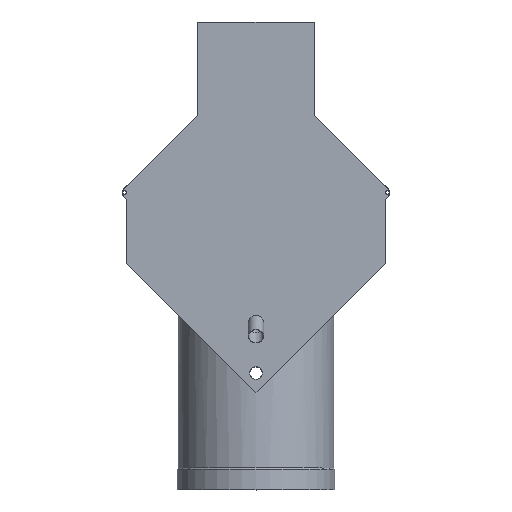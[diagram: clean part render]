
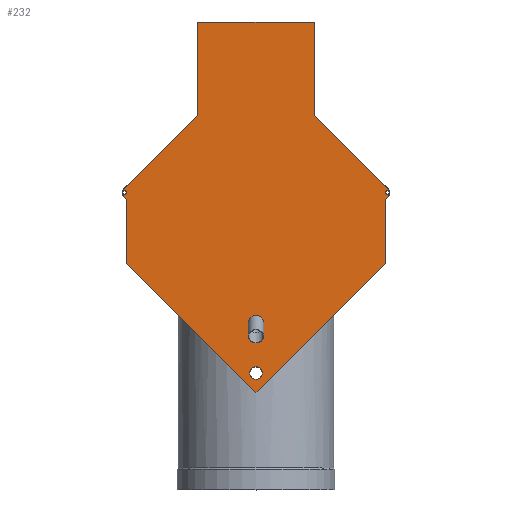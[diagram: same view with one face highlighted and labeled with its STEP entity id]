
A CAD part, top view. The second image highlights one B-rep face of the part: STEP entity #232.
In plain terms, the highlighted planar face has unit normal (0, 0, 1).
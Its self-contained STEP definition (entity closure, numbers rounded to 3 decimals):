
#232 = ADVANCED_FACE( '', ( #494, #495, #496, #497, #498 ), #499, .T. );
#494 = FACE_BOUND( '', #754, .T. );
#495 = FACE_BOUND( '', #755, .T. );
#496 = FACE_OUTER_BOUND( '', #756, .T. );
#497 = FACE_BOUND( '', #757, .T. );
#498 = FACE_BOUND( '', #758, .T. );
#499 = PLANE( '', #759 );
#754 = EDGE_LOOP( '', ( #1400 ) );
#755 = EDGE_LOOP( '', ( #1401 ) );
#756 = EDGE_LOOP( '', ( #1402, #1403, #1404, #1405, #1406, #1407, #1408, #1409, #1410, #1411, #1412, #1413, #1414 ) );
#757 = EDGE_LOOP( '', ( #1415 ) );
#758 = EDGE_LOOP( '', ( #1416 ) );
#759 = AXIS2_PLACEMENT_3D( '', #1417, #1418, #1419 );
#1400 = ORIENTED_EDGE( '', *, *, #1473, .T. );
#1401 = ORIENTED_EDGE( '', *, *, #1626, .F. );
#1402 = ORIENTED_EDGE( '', *, *, #1694, .T. );
#1403 = ORIENTED_EDGE( '', *, *, #1554, .T. );
#1404 = ORIENTED_EDGE( '', *, *, #1705, .T. );
#1405 = ORIENTED_EDGE( '', *, *, #1566, .T. );
#1406 = ORIENTED_EDGE( '', *, *, #1595, .T. );
#1407 = ORIENTED_EDGE( '', *, *, #1698, .T. );
#1408 = ORIENTED_EDGE( '', *, *, #1659, .T. );
#1409 = ORIENTED_EDGE( '', *, *, #1577, .T. );
#1410 = ORIENTED_EDGE( '', *, *, #1690, .T. );
#1411 = ORIENTED_EDGE( '', *, *, #1686, .T. );
#1412 = ORIENTED_EDGE( '', *, *, #1466, .T. );
#1413 = ORIENTED_EDGE( '', *, *, #1644, .T. );
#1414 = ORIENTED_EDGE( '', *, *, #1584, .T. );
#1415 = ORIENTED_EDGE( '', *, *, #1657, .F. );
#1416 = ORIENTED_EDGE( '', *, *, #1446, .F. );
#1417 = CARTESIAN_POINT( '', ( 0., 0., 220. ) );
#1418 = DIRECTION( '', ( 0., 0., 1. ) );
#1419 = DIRECTION( '', ( 1., 0., 0. ) );
#1446 = EDGE_CURVE( '', #1712, #1712, #1713, .T. );
#1466 = EDGE_CURVE( '', #1749, #1747, #1750, .T. );
#1473 = EDGE_CURVE( '', #1760, #1760, #1761, .F. );
#1554 = EDGE_CURVE( '', #1896, #1897, #1898, .T. );
#1566 = EDGE_CURVE( '', #1916, #1917, #1918, .T. );
#1577 = EDGE_CURVE( '', #1934, #1935, #1936, .T. );
#1584 = EDGE_CURVE( '', #1948, #1946, #1949, .T. );
#1595 = EDGE_CURVE( '', #1917, #1965, #1967, .T. );
#1626 = EDGE_CURVE( '', #2015, #2015, #2016, .T. );
#1644 = EDGE_CURVE( '', #1747, #1948, #2036, .T. );
#1657 = EDGE_CURVE( '', #2049, #2049, #2050, .T. );
#1659 = EDGE_CURVE( '', #2052, #1934, #2053, .T. );
#1686 = EDGE_CURVE( '', #2086, #1749, #2087, .T. );
#1690 = EDGE_CURVE( '', #1935, #2086, #2091, .T. );
#1694 = EDGE_CURVE( '', #1946, #1896, #2095, .T. );
#1698 = EDGE_CURVE( '', #1965, #2052, #2099, .T. );
#1705 = EDGE_CURVE( '', #1897, #1916, #2106, .T. );
#1712 = VERTEX_POINT( '', #2113 );
#1713 = CIRCLE( '', #2114, 4.5 );
#1747 = VERTEX_POINT( '', #2161 );
#1749 = VERTEX_POINT( '', #2164 );
#1750 = LINE( '', #2165, #2166 );
#1760 = VERTEX_POINT( '', #2177 );
#1761 = ELLIPSE( '', #2178, 23.094, 20. );
#1896 = VERTEX_POINT( '', #2363 );
#1897 = VERTEX_POINT( '', #2364 );
#1898 = LINE( '', #2365, #2366 );
#1916 = VERTEX_POINT( '', #2391 );
#1917 = VERTEX_POINT( '', #2392 );
#1918 = LINE( '', #2393, #2394 );
#1934 = VERTEX_POINT( '', #2418 );
#1935 = VERTEX_POINT( '', #2419 );
#1936 = LINE( '', #2420, #2421 );
#1946 = VERTEX_POINT( '', #2435 );
#1948 = VERTEX_POINT( '', #2438 );
#1949 = LINE( '', #2439, #2440 );
#1965 = VERTEX_POINT( '', #2461 );
#1967 = LINE( '', #2464, #2465 );
#2015 = VERTEX_POINT( '', #2537 );
#2016 = CIRCLE( '', #2538, 16. );
#2036 = LINE( '', #2567, #2568 );
#2049 = VERTEX_POINT( '', #2588 );
#2050 = CIRCLE( '', #2589, 4.5 );
#2052 = VERTEX_POINT( '', #2591 );
#2053 = LINE( '', #2592, #2593 );
#2086 = VERTEX_POINT( '', #2636 );
#2087 = LINE( '', #2637, #2638 );
#2091 = LINE( '', #2644, #2645 );
#2095 = LINE( '', #2650, #2651 );
#2099 = LINE( '', #2655, #2656 );
#2106 = LINE( '', #2663, #2664 );
#2113 = CARTESIAN_POINT( '', ( -333.5, 764.065, 220. ) );
#2114 = AXIS2_PLACEMENT_3D( '', #2671, #2672, #2673 );
#2161 = CARTESIAN_POINT( '', ( 150., 1202., 220. ) );
#2164 = CARTESIAN_POINT( '', ( 150., 962., 220. ) );
#2165 = CARTESIAN_POINT( '', ( 150., 962., 220. ) );
#2166 = VECTOR( '', #2691, 1000. );
#2177 = CARTESIAN_POINT( '', ( 0., 401.935, 220. ) );
#2178 = AXIS2_PLACEMENT_3D( '', #2702, #2703, #2704 );
#2363 = CARTESIAN_POINT( '', ( -344., 770.132, 220. ) );
#2364 = CARTESIAN_POINT( '', ( -344., 757.999, 220. ) );
#2365 = CARTESIAN_POINT( '', ( -344., 770.132, 220. ) );
#2366 = VECTOR( '', #2797, 1000. );
#2391 = CARTESIAN_POINT( '', ( -332., 746.13, 220. ) );
#2392 = CARTESIAN_POINT( '', ( -332., 582., 220. ) );
#2393 = CARTESIAN_POINT( '', ( -332., 782., 220. ) );
#2394 = VECTOR( '', #2808, 1000. );
#2418 = CARTESIAN_POINT( '', ( 332., 746.13, 220. ) );
#2419 = CARTESIAN_POINT( '', ( 344., 757.999, 220. ) );
#2420 = CARTESIAN_POINT( '', ( 332., 746.13, 220. ) );
#2421 = VECTOR( '', #2817, 1000. );
#2435 = CARTESIAN_POINT( '', ( -150., 962., 220. ) );
#2438 = CARTESIAN_POINT( '', ( -150., 1202., 220. ) );
#2439 = CARTESIAN_POINT( '', ( -150., 1202., 220. ) );
#2440 = VECTOR( '', #2823, 1000. );
#2461 = CARTESIAN_POINT( '', ( 0., 250., 220. ) );
#2464 = CARTESIAN_POINT( '', ( -332., 582., 220. ) );
#2465 = VECTOR( '', #2836, 1000. );
#2537 = CARTESIAN_POINT( '', ( 16., 300., 220. ) );
#2538 = AXIS2_PLACEMENT_3D( '', #2867, #2868, #2869 );
#2567 = CARTESIAN_POINT( '', ( 150., 1202., 220. ) );
#2568 = VECTOR( '', #2885, 1000. );
#2588 = CARTESIAN_POINT( '', ( 342.5, 764.065, 220. ) );
#2589 = AXIS2_PLACEMENT_3D( '', #2893, #2894, #2895 );
#2591 = CARTESIAN_POINT( '', ( 332., 582., 220. ) );
#2592 = CARTESIAN_POINT( '', ( 332., 582., 220. ) );
#2593 = VECTOR( '', #2896, 1000. );
#2636 = CARTESIAN_POINT( '', ( 344., 770.132, 220. ) );
#2637 = CARTESIAN_POINT( '', ( 332., 782., 220. ) );
#2638 = VECTOR( '', #2922, 1000. );
#2644 = CARTESIAN_POINT( '', ( 344., 757.999, 220. ) );
#2645 = VECTOR( '', #2925, 1000. );
#2650 = CARTESIAN_POINT( '', ( -150., 962., 220. ) );
#2651 = VECTOR( '', #2927, 1000. );
#2655 = CARTESIAN_POINT( '', ( 0., 250., 220. ) );
#2656 = VECTOR( '', #2931, 1000. );
#2663 = CARTESIAN_POINT( '', ( -344., 757.999, 220. ) );
#2664 = VECTOR( '', #2932, 1000. );
#2671 = CARTESIAN_POINT( '', ( -338., 764.065, 220. ) );
#2672 = DIRECTION( '', ( 0., 0., 1. ) );
#2673 = DIRECTION( '', ( 1., 0., 0. ) );
#2691 = DIRECTION( '', ( 0., 1., 0. ) );
#2702 = CARTESIAN_POINT( '', ( 0., 425.029, 220. ) );
#2703 = DIRECTION( '', ( 0., 0., 1. ) );
#2704 = DIRECTION( '', ( 0., -1., 0. ) );
#2797 = DIRECTION( '', ( 0., -1., 0. ) );
#2808 = DIRECTION( '', ( 0., -1., 0. ) );
#2817 = DIRECTION( '', ( 0.711, 0.703, 0. ) );
#2823 = DIRECTION( '', ( 0., -1., 0. ) );
#2836 = DIRECTION( '', ( 0.707, -0.707, 0. ) );
#2867 = CARTESIAN_POINT( '', ( 0., 300., 220. ) );
#2868 = DIRECTION( '', ( 0., 0., 1. ) );
#2869 = DIRECTION( '', ( 1., 0., 0. ) );
#2885 = DIRECTION( '', ( -1., 0., 0. ) );
#2893 = CARTESIAN_POINT( '', ( 338., 764.065, 220. ) );
#2894 = DIRECTION( '', ( 0., 0., 1. ) );
#2895 = DIRECTION( '', ( 1., 0., 0. ) );
#2896 = DIRECTION( '', ( 0., 1., 0. ) );
#2922 = DIRECTION( '', ( -0.711, 0.703, 0. ) );
#2925 = DIRECTION( '', ( 0., 1., 0. ) );
#2927 = DIRECTION( '', ( -0.711, -0.703, 0. ) );
#2931 = DIRECTION( '', ( 0.707, 0.707, 0. ) );
#2932 = DIRECTION( '', ( 0.711, -0.703, 0. ) );
